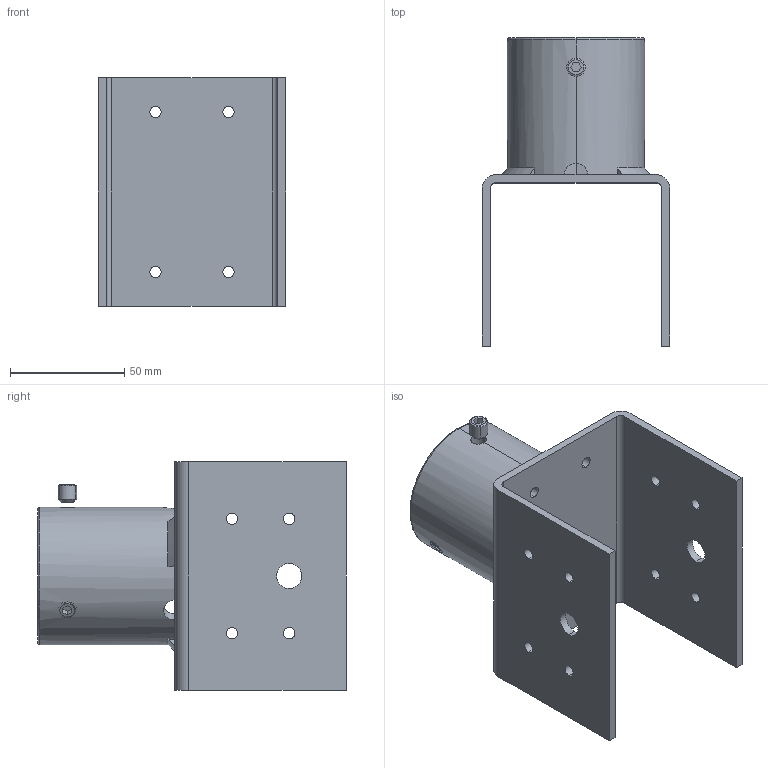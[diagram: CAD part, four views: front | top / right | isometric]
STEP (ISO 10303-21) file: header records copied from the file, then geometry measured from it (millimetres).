
FILE_DESCRIPTION (( 'STEP AP203' ), '1' );
FILE_NAME ('Z-21-75W.STEP', '2016-03-12T14:54:53', ( 'user' ), ( 'Hewlett-Packard Company' ), 'SwSTEP 2.0', 'SolidWorks 2014', '' );
FILE_SCHEMA (( 'CONFIG_CONTROL_DESIGN' ));
Length unit declared in the file: millimetre
Products named in the file (3): part_Z-21-75W_棉太倌<霞輭翇H>; hexagon socket set screw cup point_jis_JIS B 1177 Cup point M8 x 8 --N; Z-21-75W
Assembly tree (4 placements, depth 2):
  Z-21-75W
    part_Z-21-75W_棉太倌<霞輭翇H>
    hexagon socket set screw cup point_jis_JIS B 1177 Cup point M8 x 8 --N  x3
Bounding box: 82 x 135 x 100 mm (x, y, z)
Volume: 127902.2 mm3; surface area: 70547 mm2
Topology: 8 solids, 8 shells, 128 faces, 322 edges, 204 vertices
Faces by surface type: cylinder 55, plane 47, cone 22, torus 4
Entity records: 3959 total; most frequent: CARTESIAN_POINT 1131, DIRECTION 534, ORIENTED_EDGE 496, EDGE_CURVE 248, AXIS2_PLACEMENT_3D 207, VERTEX_POINT 162, EDGE_LOOP 130, LINE 120
